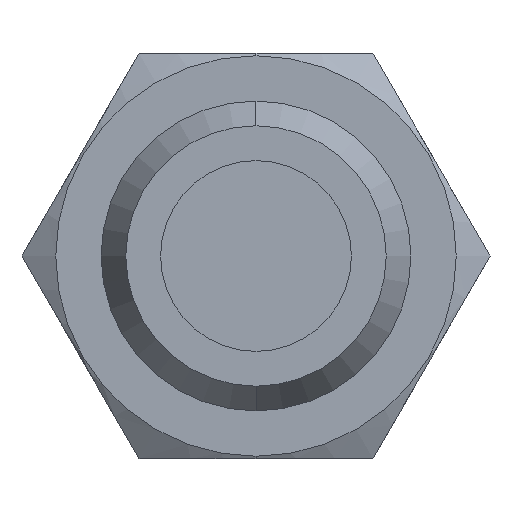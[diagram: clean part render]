
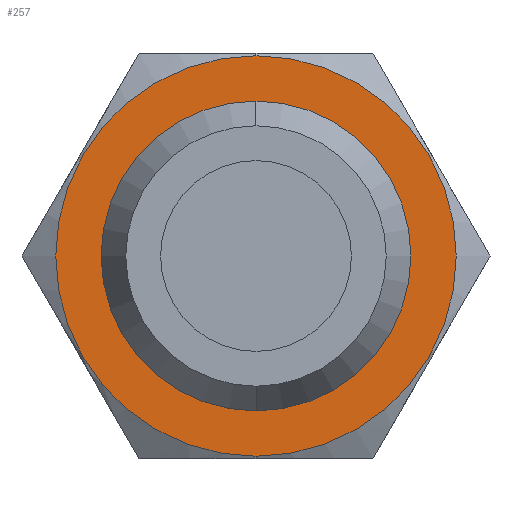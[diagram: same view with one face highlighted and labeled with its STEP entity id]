
A CAD part, front view. The second image highlights one B-rep face of the part: STEP entity #257.
In plain terms, the highlighted planar face has unit normal (0, -1, 0).
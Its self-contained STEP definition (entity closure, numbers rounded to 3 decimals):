
#245 = ORIENTED_EDGE ( 'NONE', *, *, #258, .F. ) ;
#257 = ADVANCED_FACE ( 'NONE', ( #1049, #1033 ), #1024, .F. ) ;
#258 = EDGE_CURVE ( 'NONE', #742, #741, #1048, .T. ) ;
#261 = ORIENTED_EDGE ( 'NONE', *, *, #311, .T. ) ;
#266 = EDGE_LOOP ( 'NONE', ( #267, #261 ) ) ;
#267 = ORIENTED_EDGE ( 'NONE', *, *, #705, .T. ) ;
#305 = EDGE_LOOP ( 'NONE', ( #306, #245 ) ) ;
#306 = ORIENTED_EDGE ( 'NONE', *, *, #738, .F. ) ;
#311 = EDGE_CURVE ( 'NONE', #707, #706, #1010, .T. ) ;
#705 = EDGE_CURVE ( 'NONE', #706, #707, #1255, .T. ) ;
#706 = VERTEX_POINT ( 'NONE', #1289 ) ;
#707 = VERTEX_POINT ( 'NONE', #1285 ) ;
#738 = EDGE_CURVE ( 'NONE', #741, #742, #1372, .T. ) ;
#741 = VERTEX_POINT ( 'NONE', #1386 ) ;
#742 = VERTEX_POINT ( 'NONE', #1410 ) ;
#1001 = DIRECTION ( 'NONE',  ( 0., 0., 1. ) ) ;
#1006 = AXIS2_PLACEMENT_3D ( 'NONE', #1016, #1015, #1001 ) ;
#1010 = CIRCLE ( 'NONE', #1006, 6.5 ) ;
#1015 = DIRECTION ( 'NONE',  ( 0., 1., 0. ) ) ;
#1016 = CARTESIAN_POINT ( 'NONE',  ( 0., -12.5, 0. ) ) ;
#1021 = AXIS2_PLACEMENT_3D ( 'NONE', #1064, #1035, #1034 ) ;
#1024 = PLANE ( 'NONE',  #1021 ) ;
#1025 = AXIS2_PLACEMENT_3D ( 'NONE', #1055, #1028, #1027 ) ;
#1027 = DIRECTION ( 'NONE',  ( 0., 0., 1. ) ) ;
#1028 = DIRECTION ( 'NONE',  ( 0., 1., 0. ) ) ;
#1033 = FACE_BOUND ( 'NONE', #266, .T. ) ;
#1034 = DIRECTION ( 'NONE',  ( 0., 0., 1. ) ) ;
#1035 = DIRECTION ( 'NONE',  ( 0., 1., 0. ) ) ;
#1048 = CIRCLE ( 'NONE', #1025, 8.4 ) ;
#1049 = FACE_OUTER_BOUND ( 'NONE', #305, .T. ) ;
#1055 = CARTESIAN_POINT ( 'NONE',  ( 0., -12.5, 0. ) ) ;
#1064 = CARTESIAN_POINT ( 'NONE',  ( 6.5, -12.5, 0. ) ) ;
#1255 = CIRCLE ( 'NONE', #1261, 6.5 ) ;
#1256 = DIRECTION ( 'NONE',  ( 0., 1., 0. ) ) ;
#1261 = AXIS2_PLACEMENT_3D ( 'NONE', #1274, #1256, #1270 ) ;
#1270 = DIRECTION ( 'NONE',  ( 0., 0., 1. ) ) ;
#1274 = CARTESIAN_POINT ( 'NONE',  ( 0., -12.5, 0. ) ) ;
#1285 = CARTESIAN_POINT ( 'NONE',  ( 0., -12.5, -6.5 ) ) ;
#1289 = CARTESIAN_POINT ( 'NONE',  ( 0., -12.5, 6.5 ) ) ;
#1349 = DIRECTION ( 'NONE',  ( 0., 1., 0. ) ) ;
#1352 = AXIS2_PLACEMENT_3D ( 'NONE', #1356, #1349, #1360 ) ;
#1356 = CARTESIAN_POINT ( 'NONE',  ( 0., -12.5, 0. ) ) ;
#1360 = DIRECTION ( 'NONE',  ( 0., 0., 1. ) ) ;
#1372 = CIRCLE ( 'NONE', #1352, 8.4 ) ;
#1386 = CARTESIAN_POINT ( 'NONE',  ( 0., -12.5, 8.4 ) ) ;
#1410 = CARTESIAN_POINT ( 'NONE',  ( 0., -12.5, -8.4 ) ) ;
